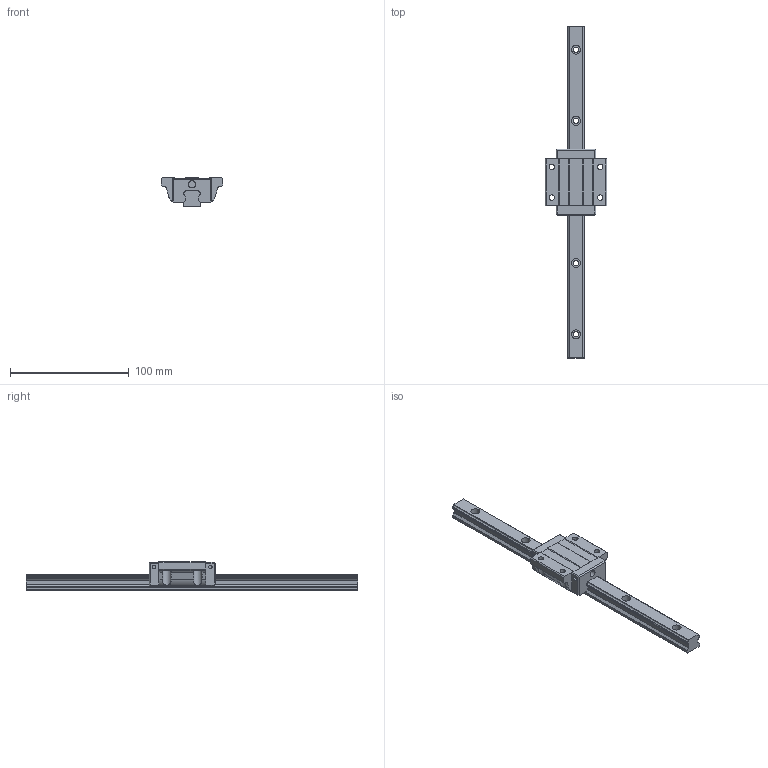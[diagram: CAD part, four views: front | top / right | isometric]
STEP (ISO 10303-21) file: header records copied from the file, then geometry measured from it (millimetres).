
FILE_DESCRIPTION(/* description */ (''),/* implementation_level */ '2;1');
FILE_NAME(/* name */ 'TRS15FN-B.stp',/* time_stamp */ '2013-01-16T14:12:27+08:00',/* author */ (''),/* organization */ (''),/* preprocessor_version */ 'ST-DEVELOPER v11',/* originating_system */ 'SIEMENS UGS NX 6.0',/* authorisation */ '');
FILE_SCHEMA (('CONFIG_CONTROL_DESIGN'));
Length unit declared in the file: millimetre
Products named in the file (1): model1
Bounding box: 52 x 280 x 24 mm (x, y, z)
Volume: 82917.3 mm3; surface area: 27886.8 mm2
Topology: 2 solids, 2 shells, 193 faces, 595 edges, 418 vertices
Faces by surface type: plane 121, cylinder 72
Full cylindrical faces by diameter (mm): 3 x4, 4.5 x9, 6 x2, 7.5 x9
Entity records: 6910 total; most frequent: CARTESIAN_POINT 1521, ORIENTED_EDGE 1132, DIRECTION 1039, EDGE_CURVE 566, VERTEX_POINT 410, LINE 375, VECTOR 375, AXIS2_PLACEMENT_3D 332
